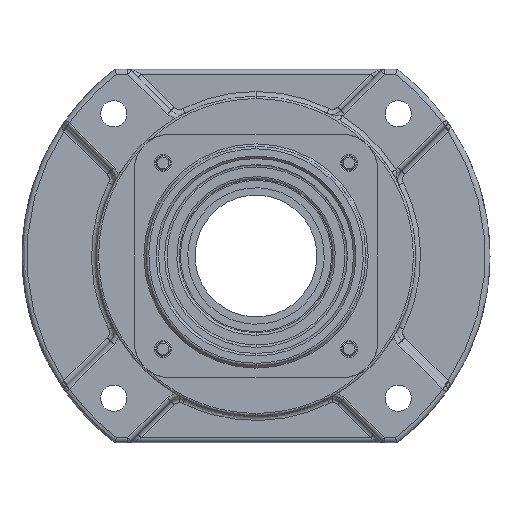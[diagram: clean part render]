
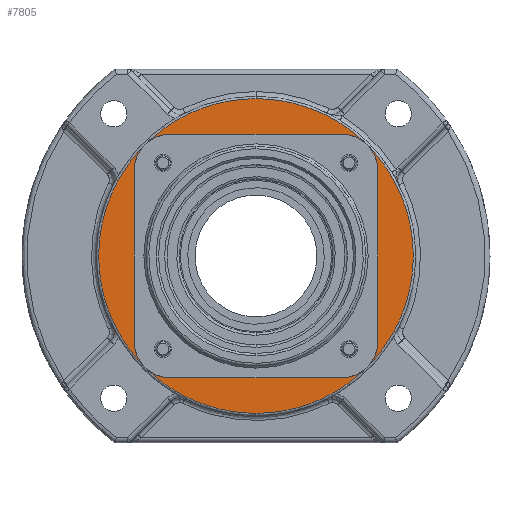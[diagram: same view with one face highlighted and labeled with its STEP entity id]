
A CAD part, left-side view. The second image highlights one B-rep face of the part: STEP entity #7805.
In plain terms, the highlighted planar face has unit normal (-1, 0, 0).
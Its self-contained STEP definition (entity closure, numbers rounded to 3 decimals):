
#25 = FACE_BOUND ( 'NONE', #3469, .T. ) ;
#286 = CARTESIAN_POINT ( 'NONE',  ( -45.576, 35., 35. ) ) ;
#316 = AXIS2_PLACEMENT_3D ( 'NONE', #6559, #7381, #6443 ) ;
#377 = CARTESIAN_POINT ( 'NONE',  ( -45.576, 0., -50. ) ) ;
#420 = VERTEX_POINT ( 'NONE', #7348 ) ;
#447 = ORIENTED_EDGE ( 'NONE', *, *, #10835, .T. ) ;
#494 = EDGE_CURVE ( 'NONE', #420, #9305, #10030, .T. ) ;
#513 = CIRCLE ( 'NONE', #10017, 15. ) ;
#957 = VECTOR ( 'NONE', #2053, 1000. ) ;
#1091 = CARTESIAN_POINT ( 'NONE',  ( -45.576, 129., 64.5 ) ) ;
#1102 = EDGE_CURVE ( 'NONE', #11402, #6356, #5642, .T. ) ;
#1196 = ORIENTED_EDGE ( 'NONE', *, *, #494, .T. ) ;
#1374 = ORIENTED_EDGE ( 'NONE', *, *, #8819, .T. ) ;
#1822 = CARTESIAN_POINT ( 'NONE',  ( -45.576, 0., -64.5 ) ) ;
#2038 = EDGE_LOOP ( 'NONE', ( #3998, #3944 ) ) ;
#2053 = DIRECTION ( 'NONE',  ( 0., -1., 0. ) ) ;
#2335 = CARTESIAN_POINT ( 'NONE',  ( -45.576, -35., -35. ) ) ;
#2484 = LINE ( 'NONE', #7037, #2556 ) ;
#2556 = VECTOR ( 'NONE', #9711, 1000. ) ;
#2716 = CARTESIAN_POINT ( 'NONE',  ( -45.576, 0., 0. ) ) ;
#2799 = CARTESIAN_POINT ( 'NONE',  ( -45.576, 0., 64.5 ) ) ;
#2884 = DIRECTION ( 'NONE',  ( 0., 0., 1. ) ) ;
#3047 = CARTESIAN_POINT ( 'NONE',  ( -45.576, -35., 50. ) ) ;
#3469 = EDGE_LOOP ( 'NONE', ( #8716, #4980, #9690, #447, #1374, #3672, #1196, #8062 ) ) ;
#3577 = CARTESIAN_POINT ( 'NONE',  ( -45.576, -129., -64.5 ) ) ;
#3672 = ORIENTED_EDGE ( 'NONE', *, *, #4696, .T. ) ;
#3773 = DIRECTION ( 'NONE',  ( 1., 0., 0. ) ) ;
#3818 = VERTEX_POINT ( 'NONE', #6563 ) ;
#3920 = CARTESIAN_POINT ( 'NONE',  ( -45.576, 50., -35. ) ) ;
#3944 = ORIENTED_EDGE ( 'NONE', *, *, #9185, .F. ) ;
#3998 = ORIENTED_EDGE ( 'NONE', *, *, #1102, .F. ) ;
#4206 = AXIS2_PLACEMENT_3D ( 'NONE', #8210, #3773, #10866 ) ;
#4221 = CARTESIAN_POINT ( 'NONE',  ( -45.576, 50., 35. ) ) ;
#4335 = DIRECTION ( 'NONE',  ( -1., 0., 0. ) ) ;
#4386 = CARTESIAN_POINT ( 'NONE',  ( -45.576, -35., -50. ) ) ;
#4491 = CARTESIAN_POINT ( 'NONE',  ( -45.576, -129., 64.5 ) ) ;
#4501 = PLANE ( 'NONE',  #8906 ) ;
#4518 = EDGE_CURVE ( 'NONE', #6391, #3818, #8770, .T. ) ;
#4667 = VERTEX_POINT ( 'NONE', #3920 ) ;
#4696 = EDGE_CURVE ( 'NONE', #8191, #420, #513, .T. ) ;
#4711 = CARTESIAN_POINT ( 'NONE',  ( -45.576, 0., -64.5 ) ) ;
#4980 = ORIENTED_EDGE ( 'NONE', *, *, #6223, .T. ) ;
#5071 = CARTESIAN_POINT ( 'NONE',  ( -45.576, -50., 0. ) ) ;
#5144 = AXIS2_PLACEMENT_3D ( 'NONE', #2335, #11241, #11358 ) ;
#5363 = CARTESIAN_POINT ( 'NONE',  ( -45.576, 0., 64.5 ) ) ;
#5402 = CARTESIAN_POINT ( 'NONE',  ( -45.576, 0., -64.5 ) ) ;
#5642 =( BOUNDED_CURVE ( )  B_SPLINE_CURVE ( 3, ( #5402, #10814, #1091, #2799 ),
 .UNSPECIFIED., .F., .T. ) 
 B_SPLINE_CURVE_WITH_KNOTS ( ( 4, 4 ),
 ( 0., 1. ),
 .UNSPECIFIED. ) 
 CURVE ( )  GEOMETRIC_REPRESENTATION_ITEM ( )  RATIONAL_B_SPLINE_CURVE ( ( 1., 0.333, 0.333, 1. ) ) 
 REPRESENTATION_ITEM ( '' )  );
#5949 = DIRECTION ( 'NONE',  ( 0., 0., -1. ) ) ;
#6223 = EDGE_CURVE ( 'NONE', #3818, #6679, #10181, .T. ) ;
#6339 = DIRECTION ( 'NONE',  ( 0., 1., 0. ) ) ;
#6356 = VERTEX_POINT ( 'NONE', #5363 ) ;
#6391 = VERTEX_POINT ( 'NONE', #9310 ) ;
#6443 = DIRECTION ( 'NONE',  ( 0., 0., 1. ) ) ;
#6466 = CIRCLE ( 'NONE', #316, 15. ) ;
#6537 = DIRECTION ( 'NONE',  ( 1., 0., 0. ) ) ;
#6559 = CARTESIAN_POINT ( 'NONE',  ( -45.576, 35., -35. ) ) ;
#6563 = CARTESIAN_POINT ( 'NONE',  ( -45.576, -50., -35. ) ) ;
#6679 = VERTEX_POINT ( 'NONE', #4386 ) ;
#6753 = VERTEX_POINT ( 'NONE', #9223 ) ;
#7037 = CARTESIAN_POINT ( 'NONE',  ( -45.576, 50., 0. ) ) ;
#7193 = FACE_OUTER_BOUND ( 'NONE', #2038, .T. ) ;
#7348 = CARTESIAN_POINT ( 'NONE',  ( -45.576, 35., 50. ) ) ;
#7381 = DIRECTION ( 'NONE',  ( 1., 0., 0. ) ) ;
#7805 = ADVANCED_FACE ( 'NONE', ( #25, #7193 ), #4501, .T. ) ;
#8062 = ORIENTED_EDGE ( 'NONE', *, *, #10525, .T. ) ;
#8191 = VERTEX_POINT ( 'NONE', #4221 ) ;
#8210 = CARTESIAN_POINT ( 'NONE',  ( -45.576, -35., 35. ) ) ;
#8359 =( BOUNDED_CURVE ( )  B_SPLINE_CURVE ( 3, ( #10793, #4491, #3577, #1822 ),
 .UNSPECIFIED., .F., .T. ) 
 B_SPLINE_CURVE_WITH_KNOTS ( ( 4, 4 ),
 ( 0., 1. ),
 .UNSPECIFIED. ) 
 CURVE ( )  GEOMETRIC_REPRESENTATION_ITEM ( )  RATIONAL_B_SPLINE_CURVE ( ( 1., 0.333, 0.333, 1. ) ) 
 REPRESENTATION_ITEM ( '' )  );
#8520 = VECTOR ( 'NONE', #6339, 1000. ) ;
#8716 = ORIENTED_EDGE ( 'NONE', *, *, #4518, .T. ) ;
#8770 = LINE ( 'NONE', #5071, #9839 ) ;
#8778 = DIRECTION ( 'NONE',  ( 0., 0., 1. ) ) ;
#8819 = EDGE_CURVE ( 'NONE', #4667, #8191, #2484, .T. ) ;
#8878 = CIRCLE ( 'NONE', #4206, 15. ) ;
#8906 = AXIS2_PLACEMENT_3D ( 'NONE', #2716, #4335, #8778 ) ;
#9185 = EDGE_CURVE ( 'NONE', #6356, #11402, #8359, .T. ) ;
#9223 = CARTESIAN_POINT ( 'NONE',  ( -45.576, 35., -50. ) ) ;
#9305 = VERTEX_POINT ( 'NONE', #3047 ) ;
#9310 = CARTESIAN_POINT ( 'NONE',  ( -45.576, -50., 35. ) ) ;
#9690 = ORIENTED_EDGE ( 'NONE', *, *, #10917, .T. ) ;
#9711 = DIRECTION ( 'NONE',  ( 0., 0., 1. ) ) ;
#9839 = VECTOR ( 'NONE', #5949, 1000. ) ;
#10017 = AXIS2_PLACEMENT_3D ( 'NONE', #286, #6537, #2884 ) ;
#10030 = LINE ( 'NONE', #10892, #957 ) ;
#10181 = CIRCLE ( 'NONE', #5144, 15. ) ;
#10525 = EDGE_CURVE ( 'NONE', #9305, #6391, #8878, .T. ) ;
#10793 = CARTESIAN_POINT ( 'NONE',  ( -45.576, 0., 64.5 ) ) ;
#10814 = CARTESIAN_POINT ( 'NONE',  ( -45.576, 129., -64.5 ) ) ;
#10835 = EDGE_CURVE ( 'NONE', #6753, #4667, #6466, .T. ) ;
#10866 = DIRECTION ( 'NONE',  ( 0., 0., 1. ) ) ;
#10892 = CARTESIAN_POINT ( 'NONE',  ( -45.576, 0., 50. ) ) ;
#10917 = EDGE_CURVE ( 'NONE', #6679, #6753, #10932, .T. ) ;
#10932 = LINE ( 'NONE', #377, #8520 ) ;
#11241 = DIRECTION ( 'NONE',  ( 1., 0., 0. ) ) ;
#11358 = DIRECTION ( 'NONE',  ( 0., 0., 1. ) ) ;
#11402 = VERTEX_POINT ( 'NONE', #4711 ) ;
